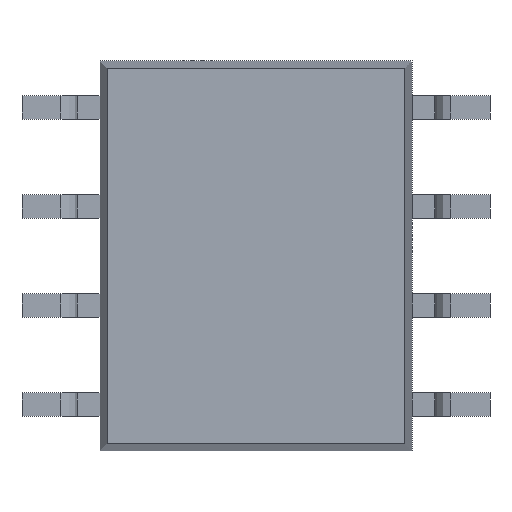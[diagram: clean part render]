
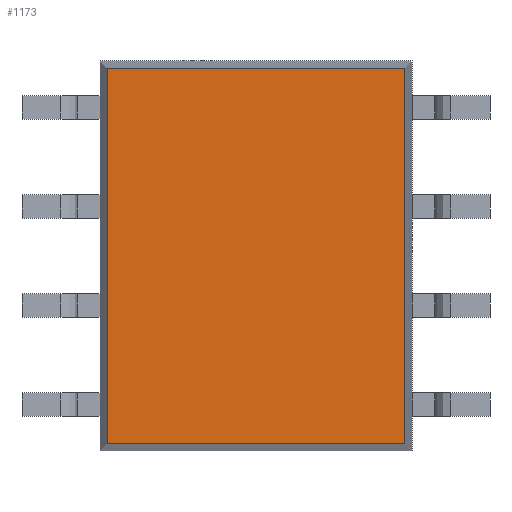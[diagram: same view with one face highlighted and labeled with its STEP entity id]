
A CAD part, front view. The second image highlights one B-rep face of the part: STEP entity #1173.
In plain terms, the highlighted planar face has unit normal (0, -1, 0).
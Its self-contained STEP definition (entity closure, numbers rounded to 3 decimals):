
#1031 = VERTEX_POINT('',#1032);
#1032 = CARTESIAN_POINT('',(1.904,0.175,2.404));
#1038 = EDGE_CURVE('',#1031,#1039,#1041,.T.);
#1039 = VERTEX_POINT('',#1040);
#1040 = CARTESIAN_POINT('',(1.904,0.175,-2.404));
#1041 = LINE('',#1042,#1043);
#1042 = CARTESIAN_POINT('',(1.904,0.175,6.66));
#1043 = VECTOR('',#1044,1.);
#1044 = DIRECTION('',(0.,0.,-1.));
#1154 = EDGE_CURVE('',#1039,#1155,#1157,.T.);
#1155 = VERTEX_POINT('',#1156);
#1156 = CARTESIAN_POINT('',(-1.904,0.175,-2.404));
#1157 = LINE('',#1158,#1159);
#1158 = CARTESIAN_POINT('',(6.66,0.175,-2.404));
#1159 = VECTOR('',#1160,1.);
#1160 = DIRECTION('',(-1.,0.,0.));
#1173 = ADVANCED_FACE('',(#1174),#1192,.F.);
#1174 = FACE_BOUND('',#1175,.F.);
#1175 = EDGE_LOOP('',(#1176,#1184,#1185,#1186));
#1176 = ORIENTED_EDGE('',*,*,#1177,.F.);
#1177 = EDGE_CURVE('',#1031,#1178,#1180,.T.);
#1178 = VERTEX_POINT('',#1179);
#1179 = CARTESIAN_POINT('',(-1.904,0.175,2.404));
#1180 = LINE('',#1181,#1182);
#1181 = CARTESIAN_POINT('',(6.66,0.175,2.404));
#1182 = VECTOR('',#1183,1.);
#1183 = DIRECTION('',(-1.,0.,0.));
#1184 = ORIENTED_EDGE('',*,*,#1038,.T.);
#1185 = ORIENTED_EDGE('',*,*,#1154,.T.);
#1186 = ORIENTED_EDGE('',*,*,#1187,.F.);
#1187 = EDGE_CURVE('',#1178,#1155,#1188,.T.);
#1188 = LINE('',#1189,#1190);
#1189 = CARTESIAN_POINT('',(-1.904,0.175,6.66));
#1190 = VECTOR('',#1191,1.);
#1191 = DIRECTION('',(0.,0.,-1.));
#1192 = PLANE('',#1193);
#1193 = AXIS2_PLACEMENT_3D('',#1194,#1195,#1196);
#1194 = CARTESIAN_POINT('',(0.,0.175,0.));
#1195 = DIRECTION('',(0.,1.,0.));
#1196 = DIRECTION('',(0.,0.,1.));
